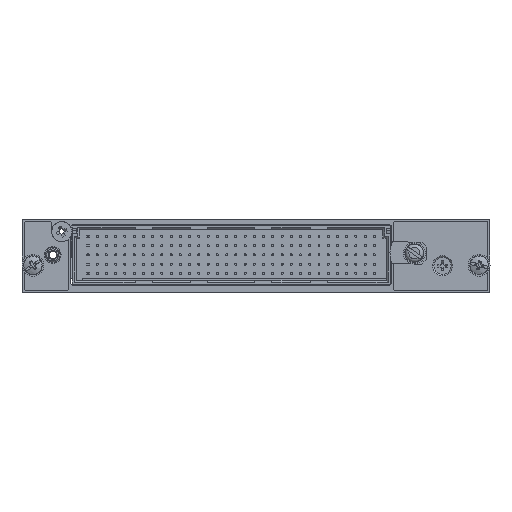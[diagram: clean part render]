
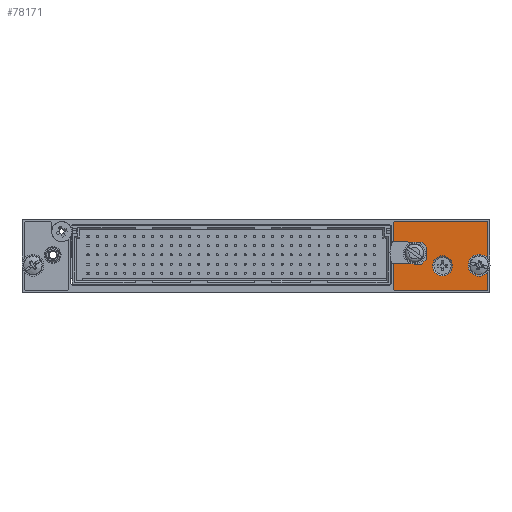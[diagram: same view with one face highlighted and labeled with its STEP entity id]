
A CAD part, left-side view. The second image highlights one B-rep face of the part: STEP entity #78171.
In plain terms, the highlighted planar face has unit normal (-1, 0, 0).
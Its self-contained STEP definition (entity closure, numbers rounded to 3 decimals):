
#27862 = FACE_BOUND ( 'NONE', #51966, .T. ) ;
#27865 = FACE_OUTER_BOUND ( 'NONE', #51951, .T. ) ;
#27873 = FACE_BOUND ( 'NONE', #52022, .T. ) ;
#27876 = FACE_BOUND ( 'NONE', #52020, .T. ) ;
#41652 = AXIS2_PLACEMENT_3D ( 'NONE', #43642, #43644, #43646 ) ;
#43614 = PLANE ( 'NONE',  #41652 ) ;
#43642 = CARTESIAN_POINT ( 'NONE',  ( -91.927, -25.754, 4.806 ) ) ;
#43644 = DIRECTION ( 'NONE',  ( 1., 0., 0. ) ) ;
#43646 = DIRECTION ( 'NONE',  ( 0., 0., -1. ) ) ;
#51951 = EDGE_LOOP ( 'NONE', ( #101198, #100935, #102547, #100938, #102268, #101226, #102455, #101352 ) ) ;
#51966 = EDGE_LOOP ( 'NONE', ( #102344 ) ) ;
#52020 = EDGE_LOOP ( 'NONE', ( #101026, #100674, #102115, #100961, #101792, #100835 ) ) ;
#52022 = EDGE_LOOP ( 'NONE', ( #101670 ) ) ;
#60108 = AXIS2_PLACEMENT_3D ( 'NONE', #66872, #66873, #66874 ) ;
#60111 = AXIS2_PLACEMENT_3D ( 'NONE', #66907, #66908, #66909 ) ;
#60112 = AXIS2_PLACEMENT_3D ( 'NONE', #66913, #66914, #66915 ) ;
#60113 = AXIS2_PLACEMENT_3D ( 'NONE', #66917, #66918, #66919 ) ;
#60114 = AXIS2_PLACEMENT_3D ( 'NONE', #66925, #66926, #66927 ) ;
#60115 = AXIS2_PLACEMENT_3D ( 'NONE', #66932, #66933, #66934 ) ;
#60117 = AXIS2_PLACEMENT_3D ( 'NONE', #66955, #66956, #66957 ) ;
#60119 = AXIS2_PLACEMENT_3D ( 'NONE', #66995, #66996, #66997 ) ;
#60120 = AXIS2_PLACEMENT_3D ( 'NONE', #67007, #67008, #67009 ) ;
#60121 = AXIS2_PLACEMENT_3D ( 'NONE', #67012, #67013, #67014 ) ;
#65215 = LINE ( 'NONE', #66853, #65220 ) ;
#65220 = VECTOR ( 'NONE', #66855, 1000. ) ;
#65234 = CIRCLE ( 'NONE', #60108, 0.5 ) ;
#65269 = LINE ( 'NONE', #66891, #65275 ) ;
#65275 = VECTOR ( 'NONE', #66892, 1000. ) ;
#65283 = CIRCLE ( 'NONE', #60113, 2.5 ) ;
#65297 = CIRCLE ( 'NONE', #60111, 2.75 ) ;
#65298 = CIRCLE ( 'NONE', #60112, 2.5 ) ;
#65300 = LINE ( 'NONE', #66912, #65309 ) ;
#65305 = CIRCLE ( 'NONE', #60114, 2.5 ) ;
#65309 = VECTOR ( 'NONE', #66911, 1000. ) ;
#65311 = CIRCLE ( 'NONE', #60117, 0.5 ) ;
#65319 = CIRCLE ( 'NONE', #60115, 2.5 ) ;
#65330 = LINE ( 'NONE', #66941, #65333 ) ;
#65333 = VECTOR ( 'NONE', #66952, 1000. ) ;
#65365 = CIRCLE ( 'NONE', #60120, 0.5 ) ;
#65373 = CIRCLE ( 'NONE', #60119, 0.5 ) ;
#65378 = LINE ( 'NONE', #66998, #65383 ) ;
#65383 = VECTOR ( 'NONE', #66999, 1000. ) ;
#65388 = LINE ( 'NONE', #67006, #65399 ) ;
#65397 = CIRCLE ( 'NONE', #60121, 2.3 ) ;
#65399 = VECTOR ( 'NONE', #67011, 1000. ) ;
#66853 = CARTESIAN_POINT ( 'NONE',  ( -91.927, -51.304, -13.094 ) ) ;
#66855 = DIRECTION ( 'NONE',  ( 0., 0., 1. ) ) ;
#66872 = CARTESIAN_POINT ( 'NONE',  ( -91.927, -50.804, -13.094 ) ) ;
#66873 = DIRECTION ( 'NONE',  ( -1., 0., 0. ) ) ;
#66874 = DIRECTION ( 'NONE',  ( 0., 0., 1. ) ) ;
#66891 = CARTESIAN_POINT ( 'NONE',  ( -91.927, -25.254, -13.094 ) ) ;
#66892 = DIRECTION ( 'NONE',  ( 0., 0., -1. ) ) ;
#66907 = CARTESIAN_POINT ( 'NONE',  ( -91.927, -38.804, -6.844 ) ) ;
#66908 = DIRECTION ( 'NONE',  ( -1., 0., 0. ) ) ;
#66909 = DIRECTION ( 'NONE',  ( 0., 0., 1. ) ) ;
#66911 = DIRECTION ( 'NONE',  ( 0., 0., 1. ) ) ;
#66912 = CARTESIAN_POINT ( 'NONE',  ( -91.927, -50.504, -2.77 ) ) ;
#66913 = CARTESIAN_POINT ( 'NONE',  ( -91.927, -48.804, -7.194 ) ) ;
#66914 = DIRECTION ( 'NONE',  ( -1., 0., 0. ) ) ;
#66915 = DIRECTION ( 'NONE',  ( 0., 0., 1. ) ) ;
#66917 = CARTESIAN_POINT ( 'NONE',  ( -91.927, -48.904, -7.194 ) ) ;
#66918 = DIRECTION ( 'NONE',  ( -1., 0., 0. ) ) ;
#66919 = DIRECTION ( 'NONE',  ( 0., 0., 1. ) ) ;
#66925 = CARTESIAN_POINT ( 'NONE',  ( -91.927, -48.904, -6.194 ) ) ;
#66926 = DIRECTION ( 'NONE',  ( -1., 0., 0. ) ) ;
#66927 = DIRECTION ( 'NONE',  ( 0., 0., 1. ) ) ;
#66932 = CARTESIAN_POINT ( 'NONE',  ( -91.927, -48.804, -6.194 ) ) ;
#66933 = DIRECTION ( 'NONE',  ( -1., 0., 0. ) ) ;
#66934 = DIRECTION ( 'NONE',  ( 0., 0., 1. ) ) ;
#66941 = CARTESIAN_POINT ( 'NONE',  ( -91.927, -47.204, -2.77 ) ) ;
#66952 = DIRECTION ( 'NONE',  ( 0., 0., -1. ) ) ;
#66955 = CARTESIAN_POINT ( 'NONE',  ( -91.927, -25.754, 4.806 ) ) ;
#66956 = DIRECTION ( 'NONE',  ( -1., 0., 0. ) ) ;
#66957 = DIRECTION ( 'NONE',  ( 0., 0., -1. ) ) ;
#66995 = CARTESIAN_POINT ( 'NONE',  ( -91.927, -25.754, -13.094 ) ) ;
#66996 = DIRECTION ( 'NONE',  ( -1., 0., 0. ) ) ;
#66997 = DIRECTION ( 'NONE',  ( 0., 0., 1. ) ) ;
#66998 = CARTESIAN_POINT ( 'NONE',  ( -91.927, -25.754, -13.594 ) ) ;
#66999 = DIRECTION ( 'NONE',  ( 0., -1., 0. ) ) ;
#67006 = CARTESIAN_POINT ( 'NONE',  ( -91.927, -50.804, 5.306 ) ) ;
#67007 = CARTESIAN_POINT ( 'NONE',  ( -91.927, -50.804, 4.806 ) ) ;
#67008 = DIRECTION ( 'NONE',  ( -1., 0., 0. ) ) ;
#67009 = DIRECTION ( 'NONE',  ( 0., 0., 1. ) ) ;
#67011 = DIRECTION ( 'NONE',  ( 0., 1., 0. ) ) ;
#67012 = CARTESIAN_POINT ( 'NONE',  ( -91.927, -31.054, -3.344 ) ) ;
#67013 = DIRECTION ( 'NONE',  ( -1., 0., 0. ) ) ;
#67014 = DIRECTION ( 'NONE',  ( 0., 0., 1. ) ) ;
#71808 = CARTESIAN_POINT ( 'NONE',  ( -91.927, -51.304, -13.094 ) ) ;
#71894 = CARTESIAN_POINT ( 'NONE',  ( -91.927, -50.804, -13.594 ) ) ;
#71981 = CARTESIAN_POINT ( 'NONE',  ( -91.927, -50.504, -5.273 ) ) ;
#72001 = CARTESIAN_POINT ( 'NONE',  ( -91.927, -50.504, -8.115 ) ) ;
#72035 = CARTESIAN_POINT ( 'NONE',  ( -91.927, -51.304, 4.806 ) ) ;
#72061 = CARTESIAN_POINT ( 'NONE',  ( -91.927, -48.854, -8.694 ) ) ;
#72116 = CARTESIAN_POINT ( 'NONE',  ( -91.927, -25.754, 5.306 ) ) ;
#72122 = CARTESIAN_POINT ( 'NONE',  ( -91.927, -47.204, -5.273 ) ) ;
#72261 = CARTESIAN_POINT ( 'NONE',  ( -91.927, -50.804, 5.306 ) ) ;
#72401 = CARTESIAN_POINT ( 'NONE',  ( -91.927, -48.854, -4.695 ) ) ;
#72403 = CARTESIAN_POINT ( 'NONE',  ( -91.927, -25.754, -13.594 ) ) ;
#72449 = CARTESIAN_POINT ( 'NONE',  ( -91.927, -47.204, -8.115 ) ) ;
#72520 = CARTESIAN_POINT ( 'NONE',  ( -91.927, -25.254, 4.806 ) ) ;
#72564 = CARTESIAN_POINT ( 'NONE',  ( -91.927, -25.254, -13.094 ) ) ;
#75476 = CARTESIAN_POINT ( 'NONE',  ( -91.927, -38.804, -4.094 ) ) ;
#75477 = CARTESIAN_POINT ( 'NONE',  ( -91.927, -31.054, -1.044 ) ) ;
#78171 = ADVANCED_FACE ( 'NONE', ( #27862, #27876, #27865, #27873 ), #43614, .F. ) ;
#82853 = EDGE_CURVE ( 'NONE', #94328, #94408, #65215, .T. ) ;
#82860 = EDGE_CURVE ( 'NONE', #94355, #94328, #65234, .T. ) ;
#82870 = EDGE_CURVE ( 'NONE', #94633, #94654, #65269, .T. ) ;
#82878 = EDGE_CURVE ( 'NONE', #151087, #151087, #65297, .T. ) ;
#82880 = EDGE_CURVE ( 'NONE', #94576, #94447, #65298, .T. ) ;
#82881 = EDGE_CURVE ( 'NONE', #94384, #94576, #65283, .T. ) ;
#82882 = EDGE_CURVE ( 'NONE', #94392, #94384, #65300, .T. ) ;
#82884 = EDGE_CURVE ( 'NONE', #94419, #94392, #65305, .T. ) ;
#82887 = EDGE_CURVE ( 'NONE', #94599, #94419, #65319, .T. ) ;
#82892 = EDGE_CURVE ( 'NONE', #94447, #94599, #65330, .T. ) ;
#82893 = EDGE_CURVE ( 'NONE', #94444, #94633, #65311, .T. ) ;
#82906 = EDGE_CURVE ( 'NONE', #94654, #94577, #65373, .T. ) ;
#82908 = EDGE_CURVE ( 'NONE', #94577, #94355, #65378, .T. ) ;
#82911 = EDGE_CURVE ( 'NONE', #94408, #94511, #65365, .T. ) ;
#82913 = EDGE_CURVE ( 'NONE', #94511, #94444, #65388, .T. ) ;
#82914 = EDGE_CURVE ( 'NONE', #151089, #151089, #65397, .T. ) ;
#94328 = VERTEX_POINT ( 'NONE', #71808 ) ;
#94355 = VERTEX_POINT ( 'NONE', #71894 ) ;
#94384 = VERTEX_POINT ( 'NONE', #71981 ) ;
#94392 = VERTEX_POINT ( 'NONE', #72001 ) ;
#94408 = VERTEX_POINT ( 'NONE', #72035 ) ;
#94419 = VERTEX_POINT ( 'NONE', #72061 ) ;
#94444 = VERTEX_POINT ( 'NONE', #72116 ) ;
#94447 = VERTEX_POINT ( 'NONE', #72122 ) ;
#94511 = VERTEX_POINT ( 'NONE', #72261 ) ;
#94576 = VERTEX_POINT ( 'NONE', #72401 ) ;
#94577 = VERTEX_POINT ( 'NONE', #72403 ) ;
#94599 = VERTEX_POINT ( 'NONE', #72449 ) ;
#94633 = VERTEX_POINT ( 'NONE', #72520 ) ;
#94654 = VERTEX_POINT ( 'NONE', #72564 ) ;
#100674 = ORIENTED_EDGE ( 'NONE', *, *, #82881, .F. ) ;
#100835 = ORIENTED_EDGE ( 'NONE', *, *, #82892, .F. ) ;
#100935 = ORIENTED_EDGE ( 'NONE', *, *, #82870, .T. ) ;
#100938 = ORIENTED_EDGE ( 'NONE', *, *, #82908, .T. ) ;
#100961 = ORIENTED_EDGE ( 'NONE', *, *, #82884, .F. ) ;
#101026 = ORIENTED_EDGE ( 'NONE', *, *, #82880, .F. ) ;
#101198 = ORIENTED_EDGE ( 'NONE', *, *, #82893, .T. ) ;
#101226 = ORIENTED_EDGE ( 'NONE', *, *, #82853, .T. ) ;
#101352 = ORIENTED_EDGE ( 'NONE', *, *, #82913, .T. ) ;
#101670 = ORIENTED_EDGE ( 'NONE', *, *, #82914, .F. ) ;
#101792 = ORIENTED_EDGE ( 'NONE', *, *, #82887, .F. ) ;
#102115 = ORIENTED_EDGE ( 'NONE', *, *, #82882, .F. ) ;
#102268 = ORIENTED_EDGE ( 'NONE', *, *, #82860, .T. ) ;
#102344 = ORIENTED_EDGE ( 'NONE', *, *, #82878, .F. ) ;
#102455 = ORIENTED_EDGE ( 'NONE', *, *, #82911, .T. ) ;
#102547 = ORIENTED_EDGE ( 'NONE', *, *, #82906, .T. ) ;
#151087 = VERTEX_POINT ( 'NONE', #75476 ) ;
#151089 = VERTEX_POINT ( 'NONE', #75477 ) ;
